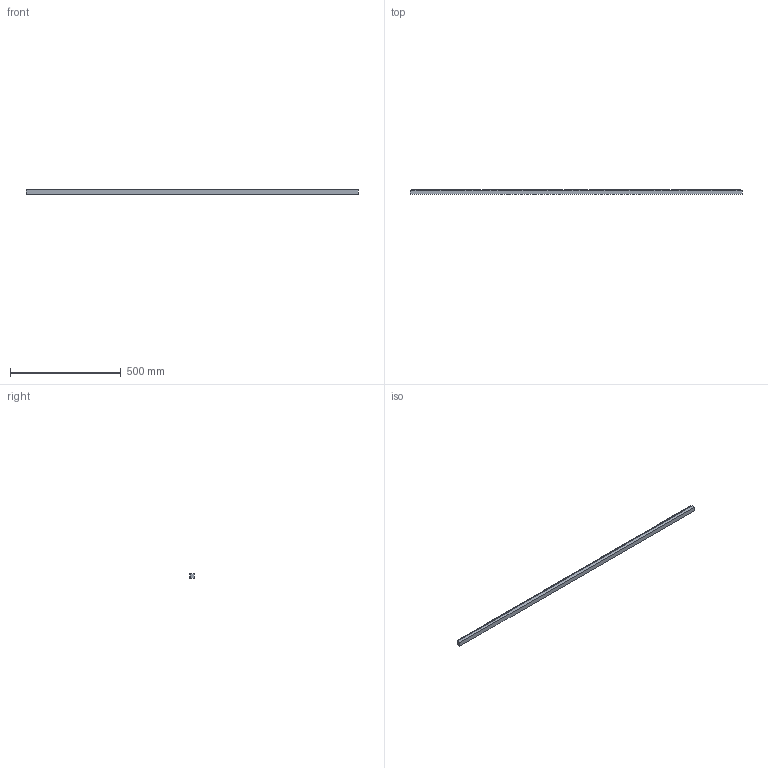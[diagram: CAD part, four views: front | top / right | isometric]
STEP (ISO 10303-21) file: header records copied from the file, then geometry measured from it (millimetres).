
FILE_DESCRIPTION( ( '' ), '1' );
FILE_NAME( '24160700.stp', '2013-02-27T11:09:10', ( '' ), ( '' ), ' ', ' ', ' ' );
FILE_SCHEMA( ( 'CONFIG_CONTROL_DESIGN' ) );
Length unit declared in the file: millimetre
Products named in the file (1): 1
Bounding box: 1501 x 20 x 20 mm (x, y, z)
Volume: 537158.7 mm3; surface area: 143710.2 mm2
Topology: 1 solids, 1 shells, 958 faces, 2868 edges, 1912 vertices
Faces by surface type: plane 958
Entity records: 31616 total; most frequent: CARTESIAN_POINT 5739, ORIENTED_EDGE 5736, DIRECTION 4786, EDGE_CURVE 2868, LINE 2868, VECTOR 2868, VERTEX_POINT 1912, AXIS2_PLACEMENT_3D 959
